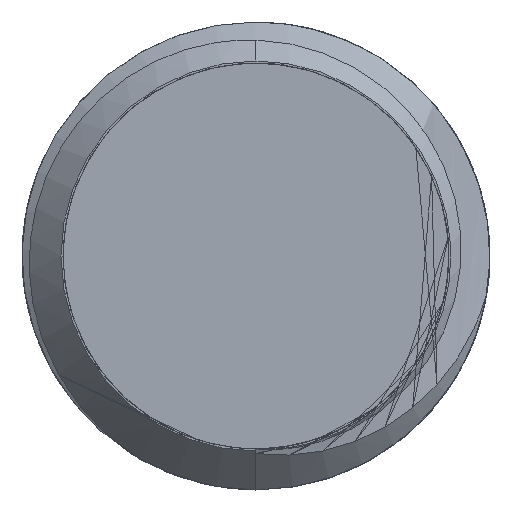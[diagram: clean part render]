
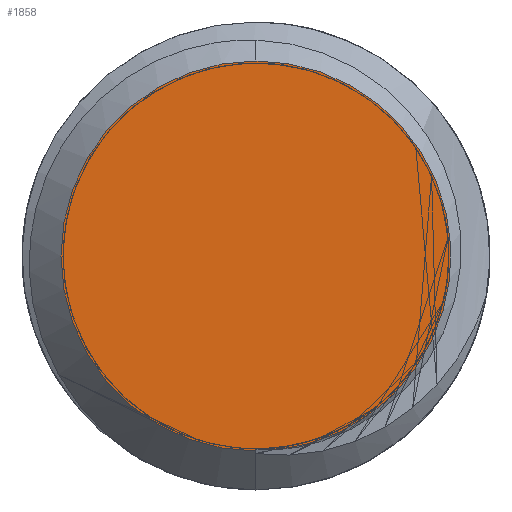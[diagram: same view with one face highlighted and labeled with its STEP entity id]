
A CAD part, left-side view. The second image highlights one B-rep face of the part: STEP entity #1858.
In plain terms, the highlighted planar face has unit normal (-1, 0, 0).
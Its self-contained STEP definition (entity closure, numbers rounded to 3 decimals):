
#156 = CARTESIAN_POINT ( 'NONE',  ( -500., 0., -4.95 ) ) ;
#321 = DIRECTION ( 'NONE',  ( 0., 0., 1. ) ) ;
#352 = VECTOR ( 'NONE', #321, 1000. ) ;
#369 = EDGE_CURVE ( 'NONE', #4869, #398, #2567, .T. ) ;
#398 = VERTEX_POINT ( 'NONE', #3936 ) ;
#638 = DIRECTION ( 'NONE',  ( 1., 0., 0. ) ) ;
#1027 = DIRECTION ( 'NONE',  ( 0., 0., -1. ) ) ;
#1323 = CARTESIAN_POINT ( 'NONE',  ( -500., -0.175, -4.967 ) ) ;
#1856 = DIRECTION ( 'NONE',  ( 0., 0., -1. ) ) ;
#1858 = ADVANCED_FACE ( 'NONE', ( #5713 ), #5816, .T. ) ;
#1998 = CARTESIAN_POINT ( 'NONE',  ( -500., 0., 0. ) ) ;
#2109 = AXIS2_PLACEMENT_3D ( 'NONE', #5097, #638, #1856 ) ;
#2567 = CIRCLE ( 'NONE', #6816, 5. ) ;
#3651 = EDGE_CURVE ( 'NONE', #5203, #4093, #4519, .T. ) ;
#3766 = LINE ( 'NONE', #4824, #352 ) ;
#3875 = DIRECTION ( 'NONE',  ( 0., 0., -1. ) ) ;
#3894 = EDGE_CURVE ( 'NONE', #4869, #4093, #3766, .T. ) ;
#3936 = CARTESIAN_POINT ( 'NONE',  ( -500., 0., 5. ) ) ;
#4093 = VERTEX_POINT ( 'NONE', #4131 ) ;
#4131 = CARTESIAN_POINT ( 'NONE',  ( -500., 0., -4.95 ) ) ;
#4519 = B_SPLINE_CURVE_WITH_KNOTS ( 'NONE', 3,
 ( #5131, #5857, #1323, #156 ),
 .UNSPECIFIED., .F., .F.,
 ( 4, 4 ),
 ( 0.006, 0.006 ),
 .UNSPECIFIED. ) ;
#4824 = CARTESIAN_POINT ( 'NONE',  ( -500., 0., 0. ) ) ;
#4869 = VERTEX_POINT ( 'NONE', #5442 ) ;
#5097 = CARTESIAN_POINT ( 'NONE',  ( -500., 0., 0. ) ) ;
#5116 = ORIENTED_EDGE ( 'NONE', *, *, #3651, .F. ) ;
#5131 = CARTESIAN_POINT ( 'NONE',  ( -500., -0.527, -4.972 ) ) ;
#5203 = VERTEX_POINT ( 'NONE', #5565 ) ;
#5442 = CARTESIAN_POINT ( 'NONE',  ( -500., 0., -5. ) ) ;
#5516 = DIRECTION ( 'NONE',  ( 1., 0., 0. ) ) ;
#5565 = CARTESIAN_POINT ( 'NONE',  ( -500., -0.527, -4.972 ) ) ;
#5647 = EDGE_CURVE ( 'NONE', #398, #5203, #8006, .T. ) ;
#5713 = FACE_OUTER_BOUND ( 'NONE', #6966, .T. ) ;
#5816 = PLANE ( 'NONE',  #7900 ) ;
#5857 = CARTESIAN_POINT ( 'NONE',  ( -500., -0.351, -4.974 ) ) ;
#6585 = ORIENTED_EDGE ( 'NONE', *, *, #3894, .T. ) ;
#6816 = AXIS2_PLACEMENT_3D ( 'NONE', #7255, #5516, #1027 ) ;
#6966 = EDGE_LOOP ( 'NONE', ( #6585, #5116, #7325, #7044 ) ) ;
#7044 = ORIENTED_EDGE ( 'NONE', *, *, #369, .F. ) ;
#7255 = CARTESIAN_POINT ( 'NONE',  ( -500., 0., 0. ) ) ;
#7325 = ORIENTED_EDGE ( 'NONE', *, *, #5647, .F. ) ;
#7644 = DIRECTION ( 'NONE',  ( -1., 0., 0. ) ) ;
#7900 = AXIS2_PLACEMENT_3D ( 'NONE', #1998, #7644, #3875 ) ;
#8006 = CIRCLE ( 'NONE', #2109, 5. ) ;
